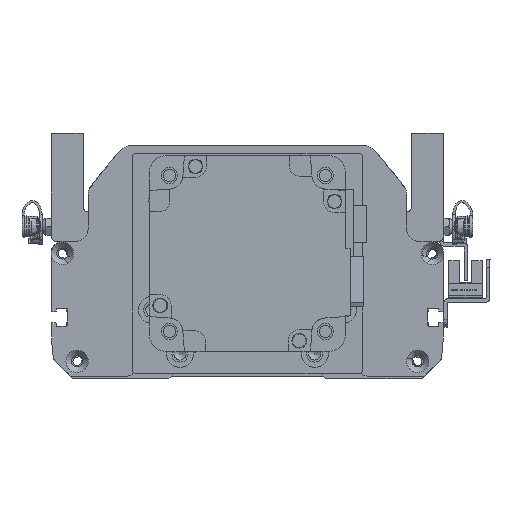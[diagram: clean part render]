
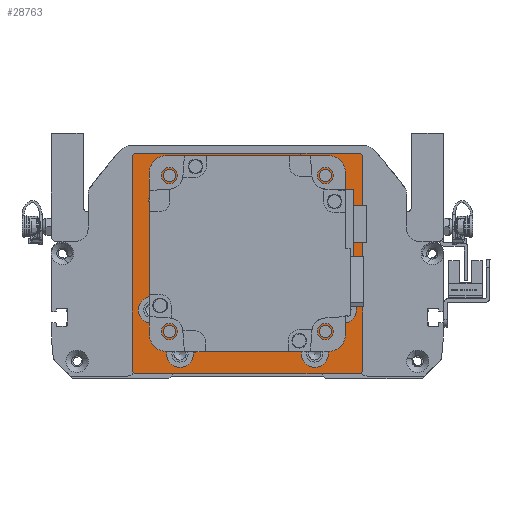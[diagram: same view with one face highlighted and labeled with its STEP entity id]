
A CAD part, front view. The second image highlights one B-rep face of the part: STEP entity #28763.
In plain terms, the highlighted face is planar.
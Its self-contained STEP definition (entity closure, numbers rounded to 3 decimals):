
#1710=FACE_BOUND('',#6160,.T.);
#1711=FACE_BOUND('',#6161,.T.);
#1712=FACE_BOUND('',#6162,.T.);
#1713=FACE_BOUND('',#6163,.T.);
#1714=FACE_BOUND('',#6164,.T.);
#1715=FACE_BOUND('',#6165,.T.);
#1716=FACE_BOUND('',#6166,.T.);
#1717=FACE_BOUND('',#6167,.T.);
#1718=FACE_BOUND('',#6168,.T.);
#2323=PLANE('',#31967);
#4387=FACE_OUTER_BOUND('',#6159,.T.);
#6159=EDGE_LOOP('',(#26156,#26157,#26158,#26159,#26160,#26161,#26162,#26163));
#6160=EDGE_LOOP('',(#26164));
#6161=EDGE_LOOP('',(#26165));
#6162=EDGE_LOOP('',(#26166));
#6163=EDGE_LOOP('',(#26167));
#6164=EDGE_LOOP('',(#26168));
#6165=EDGE_LOOP('',(#26169));
#6166=EDGE_LOOP('',(#26170));
#6167=EDGE_LOOP('',(#26171));
#6168=EDGE_LOOP('',(#26172));
#8409=LINE('',#50387,#10682);
#8411=LINE('',#50391,#10684);
#8414=LINE('',#50397,#10687);
#8415=LINE('',#50399,#10688);
#8416=LINE('',#50401,#10689);
#8417=LINE('',#50403,#10690);
#8418=LINE('',#50405,#10691);
#8419=LINE('',#50406,#10692);
#10682=VECTOR('',#39448,10.);
#10684=VECTOR('',#39452,10.);
#10687=VECTOR('',#39457,10.);
#10688=VECTOR('',#39458,10.);
#10689=VECTOR('',#39459,10.);
#10690=VECTOR('',#39460,10.);
#10691=VECTOR('',#39461,10.);
#10692=VECTOR('',#39462,10.);
#12223=CIRCLE('',#31968,35.);
#12224=CIRCLE('',#31969,2.459);
#12225=CIRCLE('',#31970,2.459);
#12226=CIRCLE('',#31971,2.459);
#12227=CIRCLE('',#31972,2.459);
#12228=CIRCLE('',#31973,5.5);
#12229=CIRCLE('',#31974,5.5);
#12230=CIRCLE('',#31975,5.5);
#12231=CIRCLE('',#31976,5.5);
#14743=VERTEX_POINT('',#50384);
#14744=VERTEX_POINT('',#50386);
#14745=VERTEX_POINT('',#50390);
#14747=VERTEX_POINT('',#50396);
#14748=VERTEX_POINT('',#50398);
#14749=VERTEX_POINT('',#50400);
#14750=VERTEX_POINT('',#50402);
#14751=VERTEX_POINT('',#50404);
#14752=VERTEX_POINT('',#50407);
#14753=VERTEX_POINT('',#50409);
#14754=VERTEX_POINT('',#50411);
#14755=VERTEX_POINT('',#50413);
#14756=VERTEX_POINT('',#50415);
#14757=VERTEX_POINT('',#50417);
#14758=VERTEX_POINT('',#50419);
#14759=VERTEX_POINT('',#50421);
#14760=VERTEX_POINT('',#50423);
#18611=EDGE_CURVE('',#14743,#14744,#8409,.T.);
#18613=EDGE_CURVE('',#14745,#14744,#8411,.T.);
#18616=EDGE_CURVE('',#14743,#14747,#8414,.T.);
#18617=EDGE_CURVE('',#14748,#14747,#8415,.T.);
#18618=EDGE_CURVE('',#14748,#14749,#8416,.T.);
#18619=EDGE_CURVE('',#14750,#14749,#8417,.T.);
#18620=EDGE_CURVE('',#14750,#14751,#8418,.T.);
#18621=EDGE_CURVE('',#14745,#14751,#8419,.T.);
#18622=EDGE_CURVE('',#14752,#14752,#12223,.T.);
#18623=EDGE_CURVE('',#14753,#14753,#12224,.T.);
#18624=EDGE_CURVE('',#14754,#14754,#12225,.T.);
#18625=EDGE_CURVE('',#14755,#14755,#12226,.T.);
#18626=EDGE_CURVE('',#14756,#14756,#12227,.T.);
#18627=EDGE_CURVE('',#14757,#14757,#12228,.T.);
#18628=EDGE_CURVE('',#14758,#14758,#12229,.T.);
#18629=EDGE_CURVE('',#14759,#14759,#12230,.T.);
#18630=EDGE_CURVE('',#14760,#14760,#12231,.T.);
#26156=ORIENTED_EDGE('',*,*,#18611,.F.);
#26157=ORIENTED_EDGE('',*,*,#18616,.T.);
#26158=ORIENTED_EDGE('',*,*,#18617,.F.);
#26159=ORIENTED_EDGE('',*,*,#18618,.T.);
#26160=ORIENTED_EDGE('',*,*,#18619,.F.);
#26161=ORIENTED_EDGE('',*,*,#18620,.T.);
#26162=ORIENTED_EDGE('',*,*,#18621,.F.);
#26163=ORIENTED_EDGE('',*,*,#18613,.T.);
#26164=ORIENTED_EDGE('',*,*,#18622,.T.);
#26165=ORIENTED_EDGE('',*,*,#18623,.T.);
#26166=ORIENTED_EDGE('',*,*,#18624,.T.);
#26167=ORIENTED_EDGE('',*,*,#18625,.T.);
#26168=ORIENTED_EDGE('',*,*,#18626,.T.);
#26169=ORIENTED_EDGE('',*,*,#18627,.T.);
#26170=ORIENTED_EDGE('',*,*,#18628,.T.);
#26171=ORIENTED_EDGE('',*,*,#18629,.T.);
#26172=ORIENTED_EDGE('',*,*,#18630,.T.);
#28763=ADVANCED_FACE('',(#4387,#1710,#1711,#1712,#1713,#1714,#1715,#1716,
#1717,#1718),#2323,.T.);
#31967=AXIS2_PLACEMENT_3D('',#50395,#39455,#39456);
#31968=AXIS2_PLACEMENT_3D('',#50408,#39463,#39464);
#31969=AXIS2_PLACEMENT_3D('',#50410,#39465,#39466);
#31970=AXIS2_PLACEMENT_3D('',#50412,#39467,#39468);
#31971=AXIS2_PLACEMENT_3D('',#50414,#39469,#39470);
#31972=AXIS2_PLACEMENT_3D('',#50416,#39471,#39472);
#31973=AXIS2_PLACEMENT_3D('',#50418,#39473,#39474);
#31974=AXIS2_PLACEMENT_3D('',#50420,#39475,#39476);
#31975=AXIS2_PLACEMENT_3D('',#50422,#39477,#39478);
#31976=AXIS2_PLACEMENT_3D('',#50424,#39479,#39480);
#39448=DIRECTION('',(0.707,0.707,0.));
#39452=DIRECTION('',(-1.,0.,0.));
#39455=DIRECTION('center_axis',(0.,0.,1.));
#39456=DIRECTION('ref_axis',(1.,0.,0.));
#39457=DIRECTION('',(0.,-1.,0.));
#39458=DIRECTION('',(-0.707,0.707,0.));
#39459=DIRECTION('',(1.,0.,0.));
#39460=DIRECTION('',(-0.707,-0.707,0.));
#39461=DIRECTION('',(0.,1.,0.));
#39462=DIRECTION('',(0.707,-0.707,0.));
#39463=DIRECTION('center_axis',(0.,0.,-1.));
#39464=DIRECTION('ref_axis',(1.,0.,0.));
#39465=DIRECTION('center_axis',(0.,0.,-1.));
#39466=DIRECTION('ref_axis',(1.,0.,0.));
#39467=DIRECTION('center_axis',(0.,0.,-1.));
#39468=DIRECTION('ref_axis',(1.,0.,0.));
#39469=DIRECTION('center_axis',(0.,0.,-1.));
#39470=DIRECTION('ref_axis',(1.,0.,0.));
#39471=DIRECTION('center_axis',(0.,0.,-1.));
#39472=DIRECTION('ref_axis',(1.,0.,0.));
#39473=DIRECTION('center_axis',(0.,0.,-1.));
#39474=DIRECTION('ref_axis',(1.,0.,0.));
#39475=DIRECTION('center_axis',(0.,0.,-1.));
#39476=DIRECTION('ref_axis',(1.,0.,0.));
#39477=DIRECTION('center_axis',(0.,0.,-1.));
#39478=DIRECTION('ref_axis',(1.,0.,0.));
#39479=DIRECTION('center_axis',(0.,0.,-1.));
#39480=DIRECTION('ref_axis',(1.,0.,0.));
#50384=CARTESIAN_POINT('',(-47.,44.5,76.));
#50386=CARTESIAN_POINT('',(-46.,45.5,76.));
#50387=CARTESIAN_POINT('',(-46.125,45.375,76.));
#50390=CARTESIAN_POINT('',(46.,45.5,76.));
#50391=CARTESIAN_POINT('',(47.,45.5,76.));
#50395=CARTESIAN_POINT('Origin',(0.,0.,
76.));
#50396=CARTESIAN_POINT('',(-47.,-43.5,76.));
#50397=CARTESIAN_POINT('',(-47.,44.5,76.));
#50398=CARTESIAN_POINT('',(-46.,-44.5,76.));
#50399=CARTESIAN_POINT('',(-45.875,-44.625,76.));
#50400=CARTESIAN_POINT('',(46.,-44.5,76.));
#50401=CARTESIAN_POINT('',(-47.,-44.5,76.));
#50402=CARTESIAN_POINT('',(47.,-43.5,76.));
#50403=CARTESIAN_POINT('',(45.875,-44.625,76.));
#50404=CARTESIAN_POINT('',(47.,44.5,76.));
#50405=CARTESIAN_POINT('',(47.,-44.5,76.));
#50406=CARTESIAN_POINT('',(46.125,45.375,76.));
#50407=CARTESIAN_POINT('',(-35.,4.5,76.));
#50408=CARTESIAN_POINT('Origin',(0.,4.5,76.));
#50409=CARTESIAN_POINT('',(29.361,-27.32,76.));
#50410=CARTESIAN_POINT('Origin',(31.82,-27.32,76.));
#50411=CARTESIAN_POINT('',(29.361,36.32,76.));
#50412=CARTESIAN_POINT('Origin',(31.82,36.32,76.));
#50413=CARTESIAN_POINT('',(-34.278,36.32,76.));
#50414=CARTESIAN_POINT('Origin',(-31.82,36.32,76.));
#50415=CARTESIAN_POINT('',(-34.278,-27.32,76.));
#50416=CARTESIAN_POINT('Origin',(-31.82,-27.32,76.));
#50417=CARTESIAN_POINT('',(-44.5,-18.5,76.));
#50418=CARTESIAN_POINT('Origin',(-39.,-18.5,76.));
#50419=CARTESIAN_POINT('',(33.5,-18.5,76.));
#50420=CARTESIAN_POINT('Origin',(39.,-18.5,76.));
#50421=CARTESIAN_POINT('',(22.,-36.5,76.));
#50422=CARTESIAN_POINT('Origin',(27.5,-36.5,76.));
#50423=CARTESIAN_POINT('',(-33.,-36.5,76.));
#50424=CARTESIAN_POINT('Origin',(-27.5,-36.5,76.));
